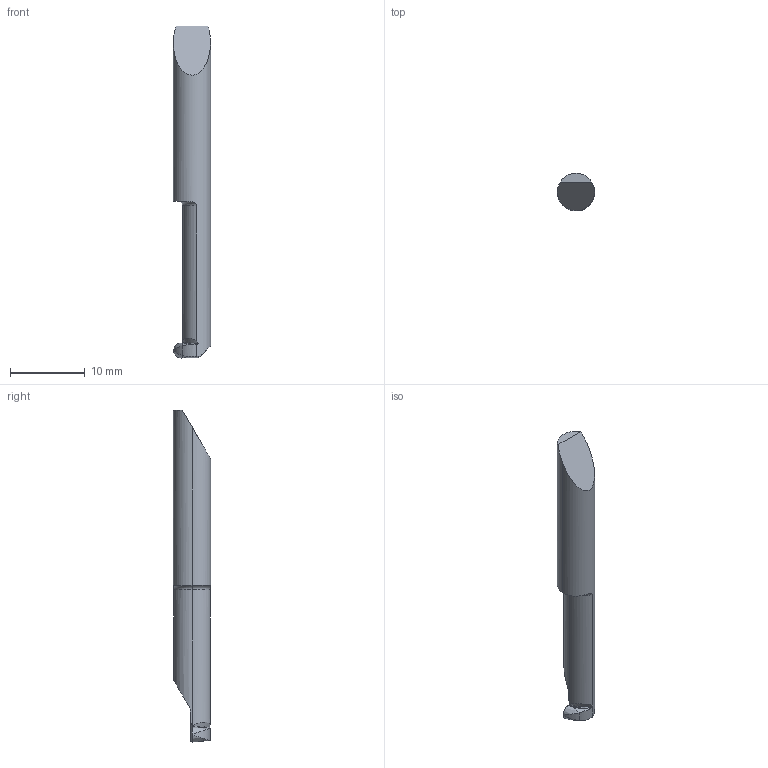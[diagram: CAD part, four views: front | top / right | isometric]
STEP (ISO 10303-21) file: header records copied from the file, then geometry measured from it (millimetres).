
FILE_DESCRIPTION(/* description */ (''),/* implementation_level */ '2;1');
FILE_NAME(/* name */ '1623929386661.stp',/* time_stamp */ '2021-06-17T17:00:00+06:00',/* author */ (''),/* organization */ ('SMS'),/* preprocessor_version */ 'ST-DEVELOPER v16.7',/* originating_system */ 'SIEMENS PLM Software NX 12.0',/* authorisation */ '');
FILE_SCHEMA (('AUTOMOTIVE_DESIGN { 1 0 10303 214 3 1 1 1 }'));
Length unit declared in the file: millimetre
Products named in the file (1): 203583716mod000_00
Bounding box: 5 x 5 x 44.5 mm (x, y, z)
Volume: 661.9 mm3; surface area: 647 mm2
Topology: 2 solids, 2 shells, 36 faces, 95 edges, 67 vertices
Faces by surface type: plane 12, bspline 10, cylinder 8, torus 5, cone 1
Entity records: 1537 total; most frequent: CARTESIAN_POINT 709, ORIENTED_EDGE 188, DIRECTION 123, EDGE_CURVE 94, VERTEX_POINT 62, AXIS2_PLACEMENT_3D 49, B_SPLINE_CURVE_WITH_KNOTS 37, ADVANCED_FACE 36
